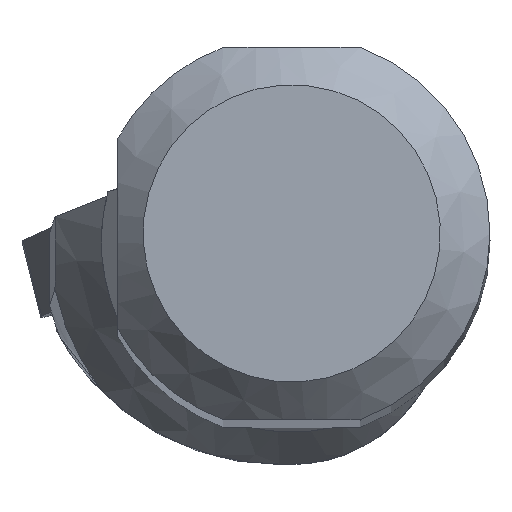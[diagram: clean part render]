
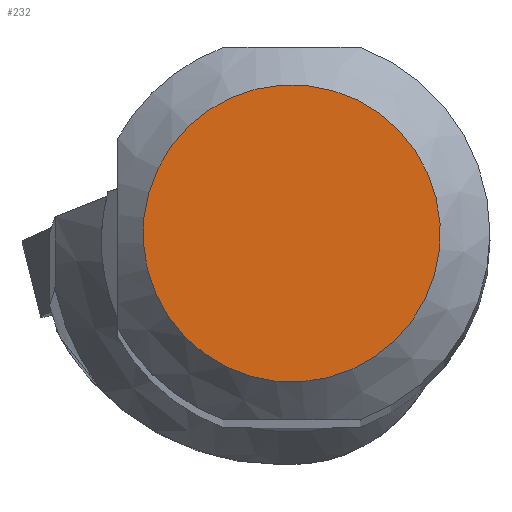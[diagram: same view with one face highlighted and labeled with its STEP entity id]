
A CAD part, top view. The second image highlights one B-rep face of the part: STEP entity #232.
In plain terms, the highlighted planar face has unit normal (0, 0, 1).
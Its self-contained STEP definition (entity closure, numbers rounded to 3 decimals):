
#186=FACE_OUTER_BOUND('',#430,.T.);
#232=ADVANCED_FACE('CU_SU_BP3',(#186),#263,.F.);
#263=PLANE('',#1078);
#430=EDGE_LOOP('',(#629));
#629=ORIENTED_EDGE('',*,*,#891,.T.);
#778=VERTEX_POINT('',#1679);
#891=EDGE_CURVE('',#778,#778,#933,.T.);
#933=CIRCLE('',#1073,5.993);
#1073=AXIS2_PLACEMENT_3D('',#1678,#1297,#1298);
#1078=AXIS2_PLACEMENT_3D('',#1698,#1307,#1308);
#1297=DIRECTION('',(0.,0.,1.));
#1298=DIRECTION('',(-0.971,-0.24,0.));
#1307=DIRECTION('',(0.,0.,-1.));
#1308=DIRECTION('',(-0.971,-0.24,0.));
#1678=CARTESIAN_POINT('',(0.,0.,0.));
#1679=CARTESIAN_POINT('',(-5.817,-1.439,0.));
#1698=CARTESIAN_POINT('',(-7.993,0.,0.));
